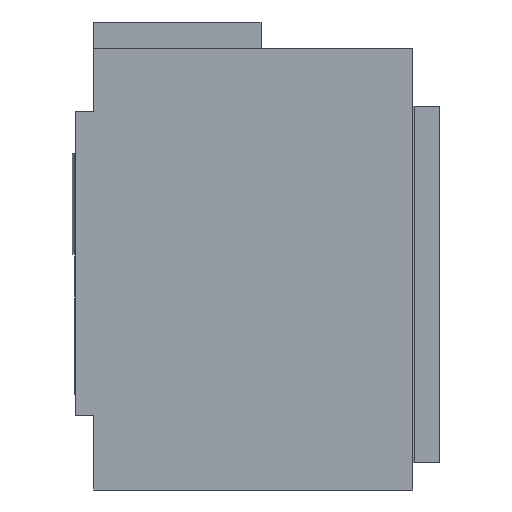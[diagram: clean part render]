
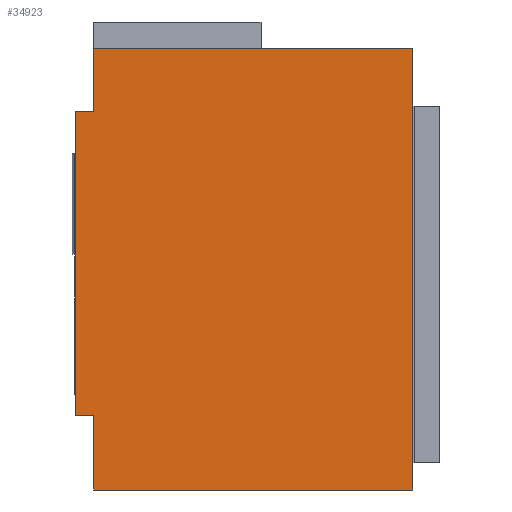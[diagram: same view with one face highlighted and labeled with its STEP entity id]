
A CAD part, left-side view. The second image highlights one B-rep face of the part: STEP entity #34923.
In plain terms, the highlighted planar face has unit normal (-1, 0, 0).
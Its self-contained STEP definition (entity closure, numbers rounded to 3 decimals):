
#34873=AXIS2_PLACEMENT_3D('Plane Axis2P3D',#34870,#34871,#34872) ;
#34717=CARTESIAN_POINT('Vertex',(-155.5,167.,33.)) ;
#34720=CARTESIAN_POINT('Line Origine',(-155.5,174.,33.)) ;
#34724=CARTESIAN_POINT('Vertex',(-155.5,181.,33.)) ;
#34796=CARTESIAN_POINT('Vertex',(-155.5,167.,318.5)) ;
#34799=CARTESIAN_POINT('Line Origine',(-155.5,43.,318.5)) ;
#34803=CARTESIAN_POINT('Vertex',(-155.5,-81.,318.5)) ;
#34870=CARTESIAN_POINT('Axis2P3D Location',(-155.5,51.667,1.822)) ;
#34875=CARTESIAN_POINT('Line Origine',(-155.5,167.,4.25)) ;
#34879=CARTESIAN_POINT('Vertex',(-155.5,167.,-24.5)) ;
#34882=CARTESIAN_POINT('Line Origine',(-155.5,43.,-24.5)) ;
#34886=CARTESIAN_POINT('Vertex',(-155.5,-81.,-24.5)) ;
#34889=CARTESIAN_POINT('Line Origine',(-155.5,-81.,147.)) ;
#34894=CARTESIAN_POINT('Line Origine',(-155.5,167.,294.)) ;
#34898=CARTESIAN_POINT('Vertex',(-155.5,167.,269.5)) ;
#34901=CARTESIAN_POINT('Line Origine',(-155.5,174.,269.5)) ;
#34905=CARTESIAN_POINT('Vertex',(-155.5,181.,269.5)) ;
#34908=CARTESIAN_POINT('Line Origine',(-155.5,181.,151.25)) ;
#34721=DIRECTION('Vector Direction',(0.,-1.,0.)) ;
#34800=DIRECTION('Vector Direction',(0.,1.,0.)) ;
#34871=DIRECTION('Axis2P3D Direction',(1.,0.,0.)) ;
#34872=DIRECTION('Axis2P3D XDirection',(0.,1.,0.)) ;
#34876=DIRECTION('Vector Direction',(0.,0.,1.)) ;
#34883=DIRECTION('Vector Direction',(0.,-1.,0.)) ;
#34890=DIRECTION('Vector Direction',(0.,0.,-1.)) ;
#34895=DIRECTION('Vector Direction',(0.,0.,1.)) ;
#34902=DIRECTION('Vector Direction',(0.,-1.,0.)) ;
#34909=DIRECTION('Vector Direction',(0.,0.,-1.)) ;
#34722=VECTOR('Line Direction',#34721,1.) ;
#34801=VECTOR('Line Direction',#34800,1.) ;
#34877=VECTOR('Line Direction',#34876,1.) ;
#34884=VECTOR('Line Direction',#34883,1.) ;
#34891=VECTOR('Line Direction',#34890,1.) ;
#34896=VECTOR('Line Direction',#34895,1.) ;
#34903=VECTOR('Line Direction',#34902,1.) ;
#34910=VECTOR('Line Direction',#34909,1.) ;
#34914=ORIENTED_EDGE('',*,*,#34881,.F.) ;
#34915=ORIENTED_EDGE('',*,*,#34888,.F.) ;
#34916=ORIENTED_EDGE('',*,*,#34893,.F.) ;
#34917=ORIENTED_EDGE('',*,*,#34805,.F.) ;
#34918=ORIENTED_EDGE('',*,*,#34900,.F.) ;
#34919=ORIENTED_EDGE('',*,*,#34907,.F.) ;
#34920=ORIENTED_EDGE('',*,*,#34912,.F.) ;
#34921=ORIENTED_EDGE('',*,*,#34726,.T.) ;
#34923=ADVANCED_FACE('RX0473002_1PA_001_00_SIMULACRO_PF_N0_IV',(#34922),#34874,.F.) ;
#34726=EDGE_CURVE('',#34725,#34718,#34723,.T.) ;
#34805=EDGE_CURVE('',#34797,#34804,#34802,.F.) ;
#34881=EDGE_CURVE('',#34880,#34718,#34878,.T.) ;
#34888=EDGE_CURVE('',#34887,#34880,#34885,.F.) ;
#34893=EDGE_CURVE('',#34804,#34887,#34892,.T.) ;
#34900=EDGE_CURVE('',#34899,#34797,#34897,.T.) ;
#34907=EDGE_CURVE('',#34906,#34899,#34904,.T.) ;
#34912=EDGE_CURVE('',#34725,#34906,#34911,.F.) ;
#34913=EDGE_LOOP('',(#34914,#34915,#34916,#34917,#34918,#34919,#34920,#34921)) ;
#34922=FACE_OUTER_BOUND('',#34913,.T.) ;
#34723=LINE('Line',#34720,#34722) ;
#34802=LINE('Line',#34799,#34801) ;
#34878=LINE('Line',#34875,#34877) ;
#34885=LINE('Line',#34882,#34884) ;
#34892=LINE('Line',#34889,#34891) ;
#34897=LINE('Line',#34894,#34896) ;
#34904=LINE('Line',#34901,#34903) ;
#34911=LINE('Line',#34908,#34910) ;
#34874=PLANE('',#34873) ;
#34718=VERTEX_POINT('',#34717) ;
#34725=VERTEX_POINT('',#34724) ;
#34797=VERTEX_POINT('',#34796) ;
#34804=VERTEX_POINT('',#34803) ;
#34880=VERTEX_POINT('',#34879) ;
#34887=VERTEX_POINT('',#34886) ;
#34899=VERTEX_POINT('',#34898) ;
#34906=VERTEX_POINT('',#34905) ;
